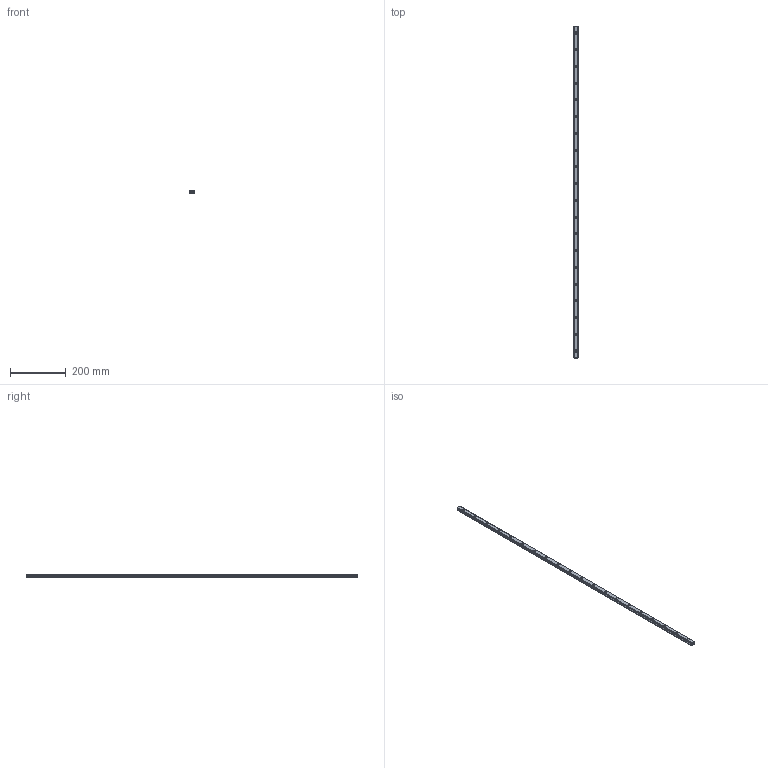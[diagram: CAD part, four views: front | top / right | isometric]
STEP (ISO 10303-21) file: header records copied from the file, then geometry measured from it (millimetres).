
FILE_DESCRIPTION(('STEP AP214'),'1');
FILE_NAME('cctmp_71B26C3B-40E7-43D4-ABB6-7DAA7089AF07_2021_02_03_10_59_57_0291..stp','2021-02-03T09:59:57',('HIWIN GmbH'),('CADClick - www.CADClick.com'),'Spatial InterOp 3D',' ','unknown authorization');
FILE_SCHEMA(('AUTOMOTIVE_DESIGN'));
Length unit declared in the file: millimetre
Products named in the file (1): EGR15U1190C_FILE
Bounding box: 15 x 1190 x 12.5 mm (x, y, z)
Volume: 189514.4 mm3; surface area: 72707.5 mm2
Topology: 1 solids, 1 shells, 303 faces, 771 edges, 514 vertices
Faces by surface type: plane 165, cylinder 138
Entity records: 11749 total; most frequent: DIRECTION 1735, CARTESIAN_POINT 1589, ORIENTED_EDGE 1542, EDGE_CURVE 771, AXIS2_PLACEMENT_3D 660, VERTEX_POINT 514, LINE 415, VECTOR 415
